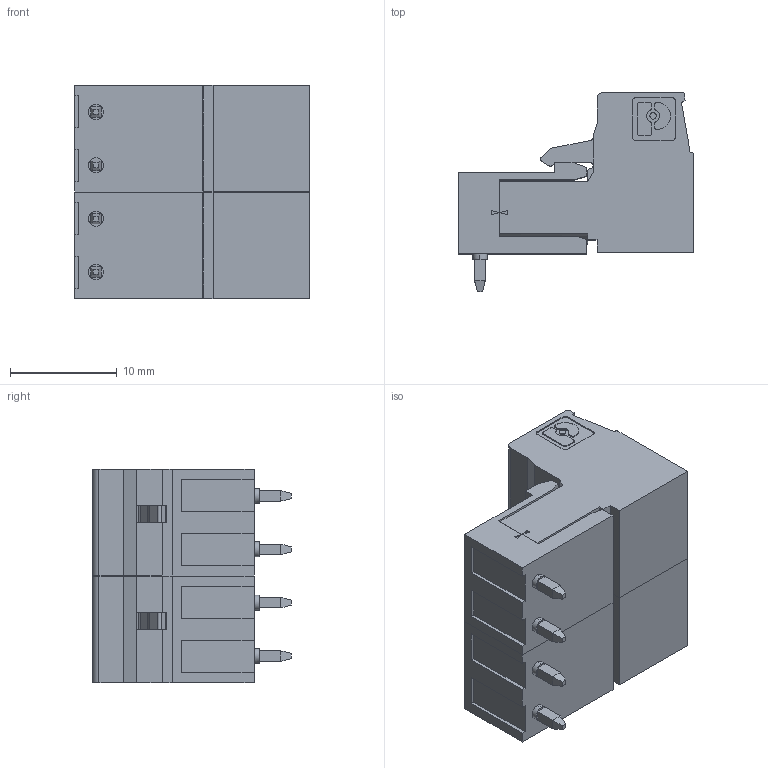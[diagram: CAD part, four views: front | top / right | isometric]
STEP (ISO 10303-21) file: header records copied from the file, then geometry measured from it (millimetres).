
FILE_DESCRIPTION (( 'STEP AP214' ), '1' );
FILE_NAME ('Ensamblaje4.STEP', '2019-04-16T21:00:44', ( '' ), ( '' ), 'SwSTEP 2.0', 'SolidWorks 2018', '' );
FILE_SCHEMA (( 'AUTOMOTIVE_DESIGN' ));
Length unit declared in the file: millimetre
Products named in the file (2): Ensamblaje4; MSTB 2,5_2_ST_1754449 + MSTB 2,5_ 2_G_1754436 (Phoenix Contact).step
Assembly tree (2 placements, depth 2):
  Ensamblaje4
    MSTB 2,5_2_ST_1754449 + MSTB 2,5_ 2_G_1754436 (Phoenix Contact).step  x2
Bounding box: 22 x 18.64 x 20 mm (x, y, z)
Volume: 4330.9 mm3; surface area: 4101.5 mm2
Topology: 4 solids, 4 shells, 620 faces, 1540 edges, 984 vertices
Faces by surface type: plane 458, cylinder 158, cone 4
Entity records: 9179 total; most frequent: CARTESIAN_POINT 1587, DIRECTION 1574, ORIENTED_EDGE 1536, EDGE_CURVE 768, VECTOR 584, LINE 584, AXIS2_PLACEMENT_3D 495, VERTEX_POINT 492
